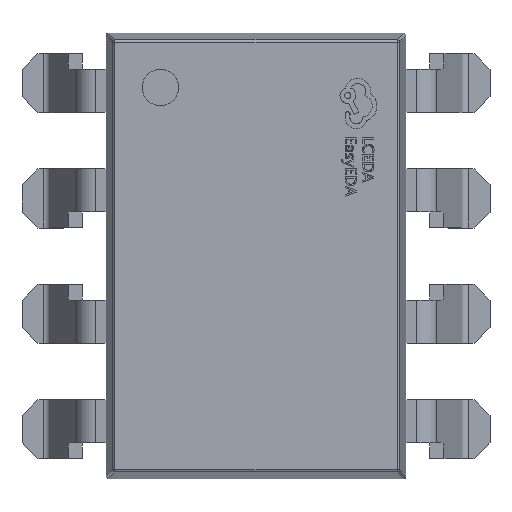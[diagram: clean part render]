
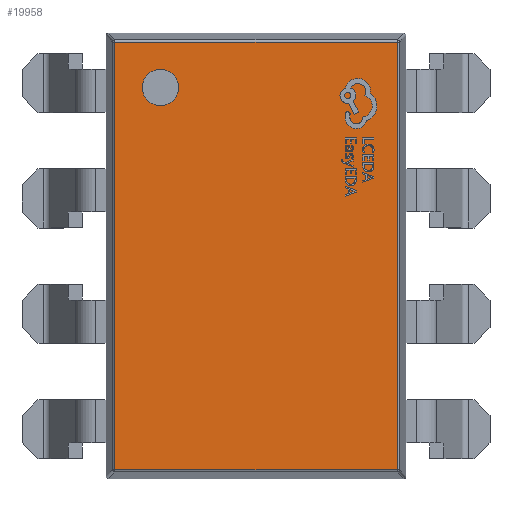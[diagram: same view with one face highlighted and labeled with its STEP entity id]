
A CAD part, top view. The second image highlights one B-rep face of the part: STEP entity #19958.
In plain terms, the highlighted planar face has unit normal (0, 0, 1).
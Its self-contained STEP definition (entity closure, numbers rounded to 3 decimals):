
#392 = PLANE ( 'NONE',  #9056 ) ;
#665 = LINE ( 'NONE', #6080, #10737 ) ;
#851 = ORIENTED_EDGE ( 'NONE', *, *, #8783, .F. ) ;
#1718 = VERTEX_POINT ( 'NONE', #13252 ) ;
#2116 = VECTOR ( 'NONE', #3908, 1000. ) ;
#2217 = CARTESIAN_POINT ( 'NONE',  ( 3.104, -4.704, 3.55 ) ) ;
#3470 = ORIENTED_EDGE ( 'NONE', *, *, #4544, .F. ) ;
#3824 = CARTESIAN_POINT ( 'NONE',  ( -3.104, 4.704, 3.55 ) ) ;
#3908 = DIRECTION ( 'NONE',  ( 0., -1., 0. ) ) ;
#4544 = EDGE_CURVE ( 'NONE', #22992, #9078, #8642, .T. ) ;
#4549 = DIRECTION ( 'NONE',  ( -1., 0., 0. ) ) ;
#4724 = ORIENTED_EDGE ( 'NONE', *, *, #12003, .T. ) ;
#4818 = CARTESIAN_POINT ( 'NONE',  ( -2.504, 3.704, 3.55 ) ) ;
#5076 = VECTOR ( 'NONE', #6142, 1000. ) ;
#5783 = DIRECTION ( 'NONE',  ( 0., 0., 1. ) ) ;
#6080 = CARTESIAN_POINT ( 'NONE',  ( 0., -4.704, 3.55 ) ) ;
#6142 = DIRECTION ( 'NONE',  ( 0., 1., 0. ) ) ;
#7174 = EDGE_CURVE ( 'NONE', #14940, #7338, #665, .T. ) ;
#7338 = VERTEX_POINT ( 'NONE', #2217 ) ;
#7485 = CARTESIAN_POINT ( 'NONE',  ( 0., 0., 3.55 ) ) ;
#8319 = EDGE_LOOP ( 'NONE', ( #851, #3470 ) ) ;
#8411 = EDGE_CURVE ( 'NONE', #7338, #1718, #20929, .T. ) ;
#8642 = CIRCLE ( 'NONE', #22215, 0.4 ) ;
#8783 = EDGE_CURVE ( 'NONE', #9078, #22992, #10129, .T. ) ;
#9056 = AXIS2_PLACEMENT_3D ( 'NONE', #7485, #5783, #20824 ) ;
#9078 = VERTEX_POINT ( 'NONE', #13358 ) ;
#9419 = FACE_OUTER_BOUND ( 'NONE', #21645, .T. ) ;
#9547 = EDGE_CURVE ( 'NONE', #1718, #18448, #18958, .T. ) ;
#9737 = CARTESIAN_POINT ( 'NONE',  ( 0., 4.704, 3.55 ) ) ;
#9767 = CARTESIAN_POINT ( 'NONE',  ( 3.104, 0., 3.55 ) ) ;
#9860 = CARTESIAN_POINT ( 'NONE',  ( -2.104, 3.704, 3.55 ) ) ;
#10129 = CIRCLE ( 'NONE', #23654, 0.4 ) ;
#10737 = VECTOR ( 'NONE', #17104, 1000. ) ;
#11057 = CARTESIAN_POINT ( 'NONE',  ( -3.104, 0., 3.55 ) ) ;
#12003 = EDGE_CURVE ( 'NONE', #18448, #14940, #12764, .T. ) ;
#12764 = LINE ( 'NONE', #11057, #2116 ) ;
#12817 = ORIENTED_EDGE ( 'NONE', *, *, #8411, .T. ) ;
#12944 = FACE_BOUND ( 'NONE', #8319, .T. ) ;
#13252 = CARTESIAN_POINT ( 'NONE',  ( 3.104, 4.704, 3.55 ) ) ;
#13358 = CARTESIAN_POINT ( 'NONE',  ( -1.704, 3.704, 3.55 ) ) ;
#14543 = DIRECTION ( 'NONE',  ( 1., 0., 0. ) ) ;
#14940 = VERTEX_POINT ( 'NONE', #15554 ) ;
#15251 = DIRECTION ( 'NONE',  ( 1., 0., 0. ) ) ;
#15554 = CARTESIAN_POINT ( 'NONE',  ( -3.104, -4.704, 3.55 ) ) ;
#16037 = VECTOR ( 'NONE', #4549, 1000. ) ;
#17104 = DIRECTION ( 'NONE',  ( 1., 0., 0. ) ) ;
#17262 = DIRECTION ( 'NONE',  ( 0., 0., 1. ) ) ;
#17896 = CARTESIAN_POINT ( 'NONE',  ( -2.104, 3.704, 3.55 ) ) ;
#18368 = ORIENTED_EDGE ( 'NONE', *, *, #9547, .T. ) ;
#18448 = VERTEX_POINT ( 'NONE', #3824 ) ;
#18538 = ORIENTED_EDGE ( 'NONE', *, *, #7174, .T. ) ;
#18958 = LINE ( 'NONE', #9737, #16037 ) ;
#19958 = ADVANCED_FACE ( 'NONE', ( #12944, #9419 ), #392, .T. ) ;
#20824 = DIRECTION ( 'NONE',  ( 1., 0., 0. ) ) ;
#20929 = LINE ( 'NONE', #9767, #5076 ) ;
#21645 = EDGE_LOOP ( 'NONE', ( #12817, #18368, #4724, #18538 ) ) ;
#22215 = AXIS2_PLACEMENT_3D ( 'NONE', #17896, #23692, #14543 ) ;
#22992 = VERTEX_POINT ( 'NONE', #4818 ) ;
#23654 = AXIS2_PLACEMENT_3D ( 'NONE', #9860, #17262, #15251 ) ;
#23692 = DIRECTION ( 'NONE',  ( 0., 0., 1. ) ) ;
